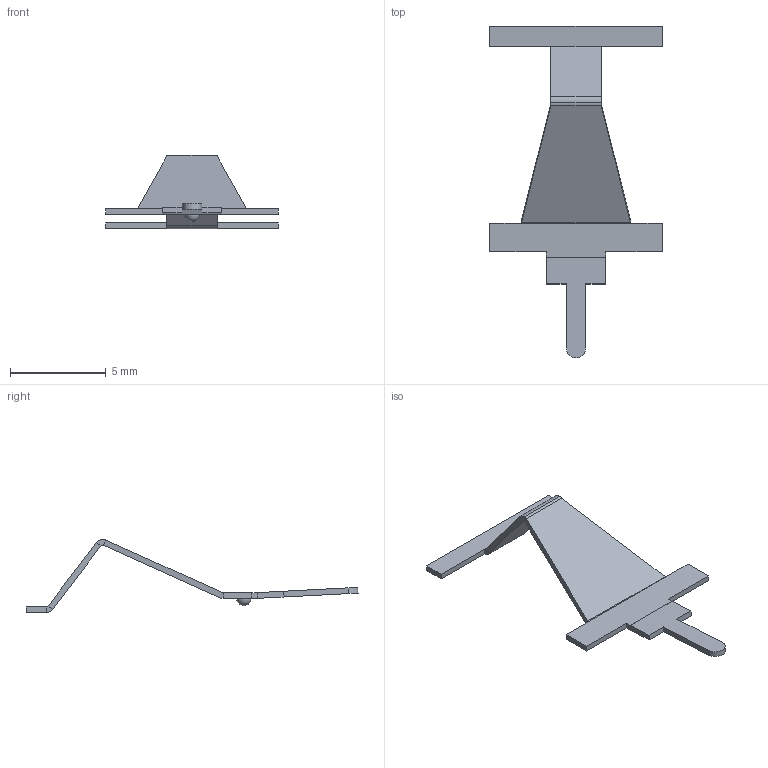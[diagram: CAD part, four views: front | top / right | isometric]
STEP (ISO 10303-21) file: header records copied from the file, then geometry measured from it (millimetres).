
FILE_DESCRIPTION (( 'STEP AP214' ), '1' );
FILE_NAME ('ABG-02.STEP', '2019-11-12T19:13:56', ( '' ), ( '' ), 'SwSTEP 2.0', 'SolidWorks 2017', '' );
FILE_SCHEMA (( 'AUTOMOTIVE_DESIGN' ));
Length unit declared in the file: millimetre
Products named in the file (1): ABG-02
Bounding box: 9.02 x 17.35 x 3.84 mm (x, y, z)
Volume: 22.1 mm3; surface area: 166.9 mm2
Topology: 1 solids, 1 shells, 51 faces, 120 edges, 71 vertices
Faces by surface type: plane 39, cylinder 11, sphere 1
Entity records: 1438 total; most frequent: CARTESIAN_POINT 252, DIRECTION 238, ORIENTED_EDGE 236, EDGE_CURVE 118, LINE 94, VECTOR 94, AXIS2_PLACEMENT_3D 72, VERTEX_POINT 70
